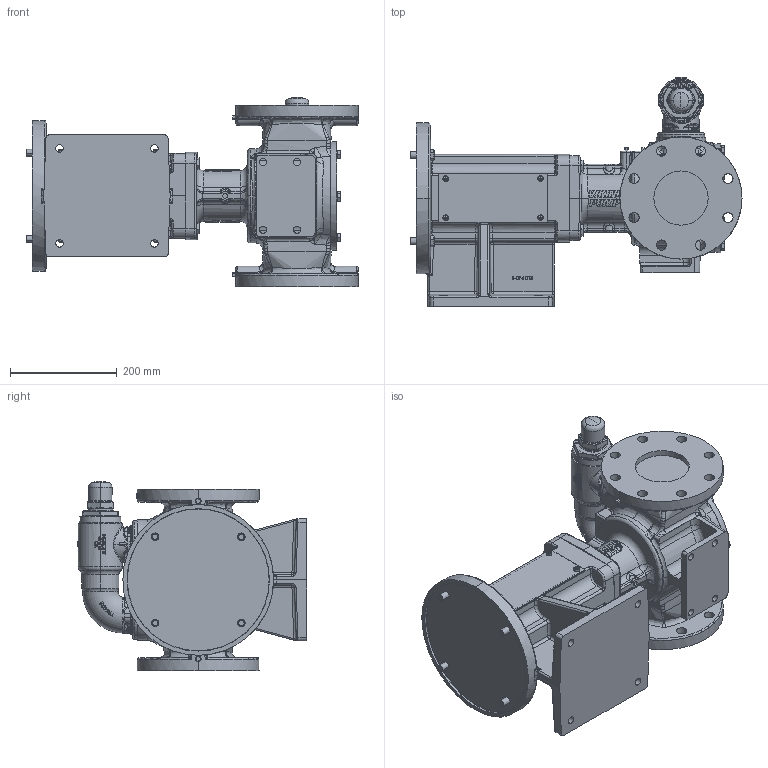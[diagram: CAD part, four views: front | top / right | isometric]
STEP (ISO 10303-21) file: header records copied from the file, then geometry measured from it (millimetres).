
FILE_DESCRIPTION (( 'STEP AP214' ), '1' );
FILE_NAME ('KE4195-M_(284-286TC).STEP', '2017-02-27T18:58:59', ( '' ), ( '' ), 'SwSTEP 2.0', 'SolidWorks 2016', '' );
FILE_SCHEMA (( 'AUTOMOTIVE_DESIGN' ));
Length unit declared in the file: inch
Products named in the file (2): KE4195-M_(284-286TC)
Bounding box: 622.08 x 429.72 x 354.46 mm (x, y, z)
Volume: 21136968.5 mm3; surface area: 1112033.4 mm2
Topology: 1 solids, 6 shells, 3518 faces, 8960 edges, 5545 vertices
Faces by surface type: bspline 1210, plane 1109, cylinder 724, cone 216, torus 179, sphere 80
Entity records: 225971 total; most frequent: CARTESIAN_POINT 135673, ORIENTED_EDGE 17720, DIRECTION 12282, EDGE_CURVE 8860, VERTEX_POINT 5545, AXIS2_PLACEMENT_3D 4726, EDGE_LOOP 3777, FACE_OUTER_BOUND 3518
